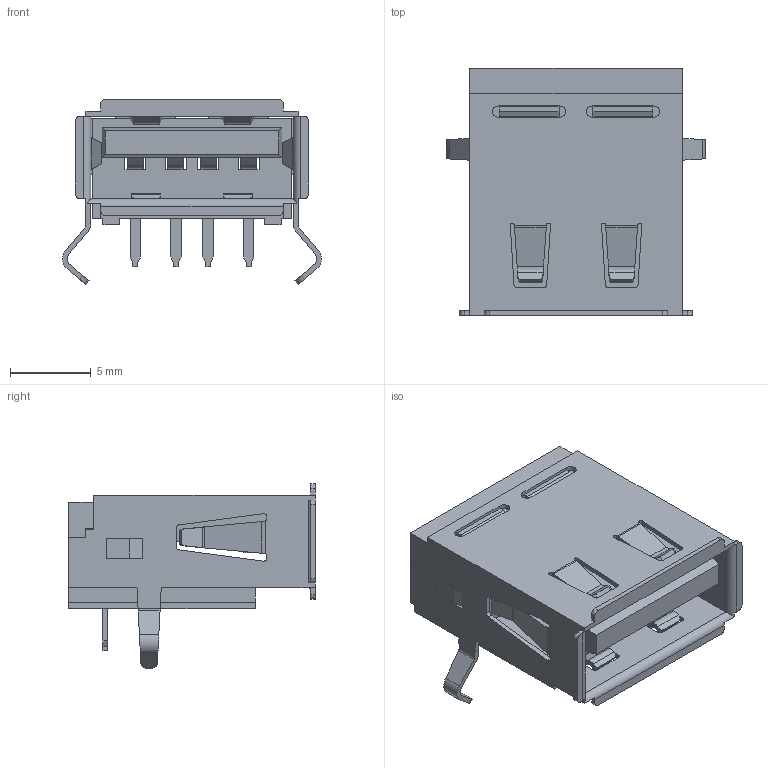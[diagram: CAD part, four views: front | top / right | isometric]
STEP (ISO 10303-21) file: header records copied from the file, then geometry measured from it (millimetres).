
FILE_DESCRIPTION( ( '' ), ' ' );
FILE_NAME( '595a2f444d03da0f85880b73.step', '2017-07-03T11:49:24', ( '' ), ( '' ), ' ', ' ', ' ' );
FILE_SCHEMA( ( 'AUTOMOTIVE_DESIGN { 1 0 10303 214 1 1 1 1 }' ) );
Length unit declared in the file: metre
Products named in the file (13): Open CASCADE STEP translator 6.8 2; Open CASCADE STEP translator 6.8 1
Bounding box: 16 x 15.26 x 11.43 mm (x, y, z)
Volume: 624.3 mm3; surface area: 2068.4 mm2
Topology: 1 solids, 1 shells, 499 faces, 1462 edges, 962 vertices
Faces by surface type: plane 355, cylinder 130, bspline 12, cone 2
Entity records: 28228 total; most frequent: CARTESIAN_POINT 3448, ORIENTED_EDGE 2900, DIRECTION 2630, STYLED_ITEM 1961, PRESENTATION_STYLE_ASSIGNMENT 1961, COLOUR_RGB 1961, CURVE_STYLE 1462, DRAUGHTING_PRE_DEFINED_CURVE_FONT 1462
